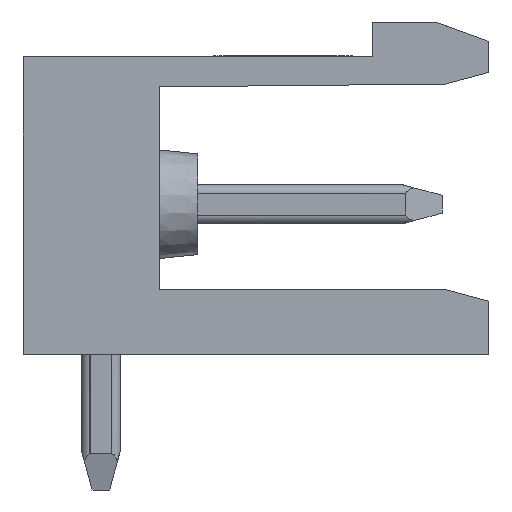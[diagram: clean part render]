
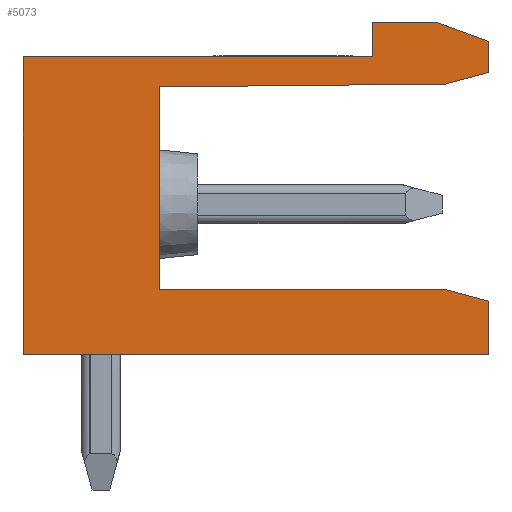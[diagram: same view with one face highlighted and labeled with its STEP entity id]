
A CAD part, left-side view. The second image highlights one B-rep face of the part: STEP entity #5073.
In plain terms, the highlighted planar face has unit normal (-1, 0, 0).
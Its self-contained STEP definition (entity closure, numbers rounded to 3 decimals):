
#5073=ADVANCED_FACE('',(#9473),#9474,.F.);
#9473=FACE_OUTER_BOUND('',#33778,.T.);
#9474=PLANE('',#33779);
#33778=EDGE_LOOP('',(#40377,#40378,#40379,#40380,#40381,#40382,#40383,#40384,#40385,#40386,#40387,#40388,#40389));
#33779=AXIS2_PLACEMENT_3D('',#40390,#40391,#40392);
#40377=ORIENTED_EDGE('',*,*,#44930,.T.);
#40378=ORIENTED_EDGE('',*,*,#44931,.T.);
#40379=ORIENTED_EDGE('',*,*,#44932,.T.);
#40380=ORIENTED_EDGE('',*,*,#44933,.T.);
#40381=ORIENTED_EDGE('',*,*,#44934,.T.);
#40382=ORIENTED_EDGE('',*,*,#44935,.T.);
#40383=ORIENTED_EDGE('',*,*,#44936,.T.);
#40384=ORIENTED_EDGE('',*,*,#44937,.T.);
#40385=ORIENTED_EDGE('',*,*,#44938,.T.);
#40386=ORIENTED_EDGE('',*,*,#44939,.T.);
#40387=ORIENTED_EDGE('',*,*,#44940,.T.);
#40388=ORIENTED_EDGE('',*,*,#44941,.F.);
#40389=ORIENTED_EDGE('',*,*,#44942,.F.);
#40390=CARTESIAN_POINT('',(0.,13.204,10.898));
#40391=DIRECTION('',(1.0,0.,0.));
#40392=DIRECTION('',(0.,0.,1.0));
#44930=EDGE_CURVE('',#47831,#47832,#47833,.F.);
#44931=EDGE_CURVE('',#47832,#47834,#47835,.F.);
#44932=EDGE_CURVE('',#47834,#47836,#47837,.F.);
#44933=EDGE_CURVE('',#47836,#47838,#47839,.F.);
#44934=EDGE_CURVE('',#47838,#47840,#47841,.F.);
#44935=EDGE_CURVE('',#47840,#47842,#47843,.F.);
#44936=EDGE_CURVE('',#47842,#47844,#47845,.F.);
#44937=EDGE_CURVE('',#47844,#47846,#47847,.F.);
#44938=EDGE_CURVE('',#47846,#47848,#47849,.F.);
#44939=EDGE_CURVE('',#47848,#47850,#47851,.F.);
#44940=EDGE_CURVE('',#47850,#47852,#47853,.F.);
#44941=EDGE_CURVE('',#47854,#47852,#47855,.F.);
#44942=EDGE_CURVE('',#47831,#47854,#47856,.F.);
#47831=VERTEX_POINT('',#52060);
#47832=VERTEX_POINT('',#52061);
#47833=LINE('',#52062,#52063);
#47834=VERTEX_POINT('',#52064);
#47835=LINE('',#52065,#52066);
#47836=VERTEX_POINT('',#52067);
#47837=LINE('',#52068,#52069);
#47838=VERTEX_POINT('',#52070);
#47839=LINE('',#52071,#52072);
#47840=VERTEX_POINT('',#52073);
#47841=LINE('',#52074,#52075);
#47842=VERTEX_POINT('',#52076);
#47843=LINE('',#52077,#52078);
#47844=VERTEX_POINT('',#52079);
#47845=LINE('',#52080,#52081);
#47846=VERTEX_POINT('',#52082);
#47847=LINE('',#52083,#52084);
#47848=VERTEX_POINT('',#52085);
#47849=LINE('',#52086,#52087);
#47850=VERTEX_POINT('',#52088);
#47851=LINE('',#52089,#52090);
#47852=VERTEX_POINT('',#52091);
#47853=LINE('',#52092,#52093);
#47854=VERTEX_POINT('',#52094);
#47855=LINE('',#52095,#52096);
#47856=LINE('',#52097,#52098);
#52060=CARTESIAN_POINT('',(0.,8.5,1.67));
#52061=CARTESIAN_POINT('',(0.,8.5,6.897));
#52062=CARTESIAN_POINT('',(0.,8.5,6.599));
#52063=VECTOR('',#55749,1.0);
#52064=CARTESIAN_POINT('',(0.,1.12,6.97));
#52065=CARTESIAN_POINT('',(0.,7.329,6.908));
#52066=VECTOR('',#55750,1.0);
#52067=CARTESIAN_POINT('',(0.,0.,7.27));
#52068=CARTESIAN_POINT('',(0.,6.285,5.586));
#52069=VECTOR('',#55751,1.0);
#52070=CARTESIAN_POINT('',(0.,0.,8.07));
#52071=CARTESIAN_POINT('',(0.,0.,5.449));
#52072=VECTOR('',#55752,1.0);
#52073=CARTESIAN_POINT('',(0.,1.374,8.57));
#52074=CARTESIAN_POINT('',(0.,6.284,10.357));
#52075=VECTOR('',#55753,1.0);
#52076=CARTESIAN_POINT('',(0.,3.,8.57));
#52077=CARTESIAN_POINT('',(0.,8.102,8.57));
#52078=VECTOR('',#55754,1.0);
#52079=CARTESIAN_POINT('',(0.,3.,7.67));
#52080=CARTESIAN_POINT('',(0.,3.,9.734));
#52081=VECTOR('',#55755,1.0);
#52082=CARTESIAN_POINT('',(0.,12.0,7.67));
#52083=CARTESIAN_POINT('',(0.,10.852,7.67));
#52084=VECTOR('',#55756,1.0);
#52085=CARTESIAN_POINT('',(0.,12.0,0.));
#52086=CARTESIAN_POINT('',(0.,12.0,9.284));
#52087=VECTOR('',#55757,1.0);
#52088=CARTESIAN_POINT('',(0.,0.,0.));
#52089=CARTESIAN_POINT('',(0.,10.352,0.0));
#52090=VECTOR('',#55758,1.0);
#52091=CARTESIAN_POINT('',(0.,0.,1.37));
#52092=CARTESIAN_POINT('',(0.,0.,5.449));
#52093=VECTOR('',#55759,1.0);
#52094=CARTESIAN_POINT('',(0.,1.12,1.67));
#52095=CARTESIAN_POINT('',(0.,7.911,3.49));
#52096=VECTOR('',#55760,1.0);
#52097=CARTESIAN_POINT('',(0.,6.602,1.67));
#52098=VECTOR('',#55761,1.0);
#55749=DIRECTION('',(0.,0.,-1.0));
#55750=DIRECTION('',(0.,1.,-0.01));
#55751=DIRECTION('',(0.,0.966,-0.259));
#55752=DIRECTION('',(0.,0.,-1.0));
#55753=DIRECTION('',(0.,-0.94,-0.342));
#55754=DIRECTION('',(0.,-1.0,0.));
#55755=DIRECTION('',(0.,0.,1.0));
#55756=DIRECTION('',(0.,-1.0,0.));
#55757=DIRECTION('',(0.,0.,1.0));
#55758=DIRECTION('',(0.,1.0,0.));
#55759=DIRECTION('',(0.,0.,-1.0));
#55760=DIRECTION('',(0.,0.966,0.259));
#55761=DIRECTION('',(0.,1.0,0.));
